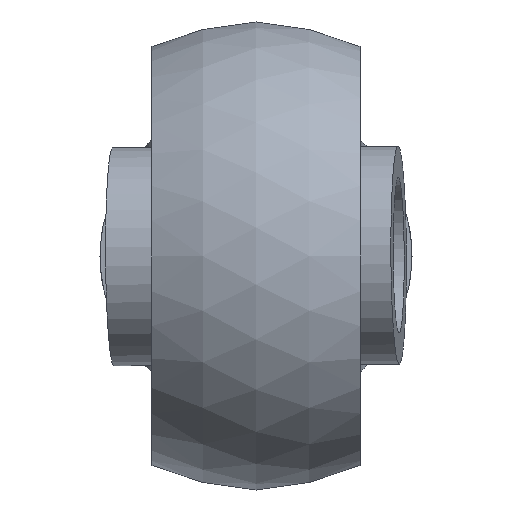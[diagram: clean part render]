
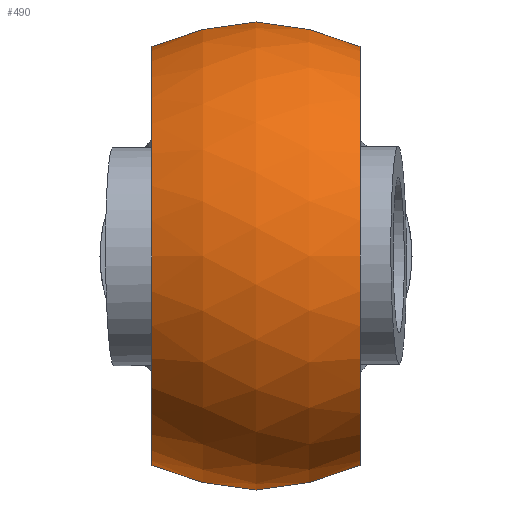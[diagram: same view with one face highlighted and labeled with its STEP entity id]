
A CAD part, left-side view. The second image highlights one B-rep face of the part: STEP entity #490.
In plain terms, the highlighted spherical face has radius 4.5 mm.
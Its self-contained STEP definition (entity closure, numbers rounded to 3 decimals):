
#3 = CARTESIAN_POINT ( 'NONE',  ( 0., -2., 0. ) ) ;
#11 = CARTESIAN_POINT ( 'NONE',  ( 0., 2., 0. ) ) ;
#42 = CARTESIAN_POINT ( 'NONE',  ( 3.354, -2., 2.236 ) ) ;
#53 = SPHERICAL_SURFACE ( 'NONE', #289, 4.5 ) ;
#59 = VERTEX_POINT ( 'NONE', #540 ) ;
#72 = AXIS2_PLACEMENT_3D ( 'NONE', #279, #296, #286 ) ;
#137 = CARTESIAN_POINT ( 'NONE',  ( 3.354, 2., -2.236 ) ) ;
#139 = DIRECTION ( 'NONE',  ( 0., -1., 0. ) ) ;
#152 = ORIENTED_EDGE ( 'NONE', *, *, #183, .T. ) ;
#183 = EDGE_CURVE ( 'NONE', #471, #253, #291, .T. ) ;
#196 = EDGE_CURVE ( 'NONE', #59, #471, #422, .T. ) ;
#207 = DIRECTION ( 'NONE',  ( 0., 0., 1. ) ) ;
#221 = EDGE_CURVE ( 'NONE', #253, #293, #413, .T. ) ;
#232 = ORIENTED_EDGE ( 'NONE', *, *, #221, .T. ) ;
#250 = CARTESIAN_POINT ( 'NONE',  ( 3.354, -2., -2.236 ) ) ;
#253 = VERTEX_POINT ( 'NONE', #250 ) ;
#279 = CARTESIAN_POINT ( 'NONE',  ( 3.354, 0., 0. ) ) ;
#283 = AXIS2_PLACEMENT_3D ( 'NONE', #11, #514, #325 ) ;
#286 = DIRECTION ( 'NONE',  ( 0., 0., 1. ) ) ;
#289 = AXIS2_PLACEMENT_3D ( 'NONE', #410, #139, #324 ) ;
#291 = CIRCLE ( 'NONE', #72, 3. ) ;
#293 = VERTEX_POINT ( 'NONE', #42 ) ;
#296 = DIRECTION ( 'NONE',  ( -1., 0., 0. ) ) ;
#308 = CIRCLE ( 'NONE', #504, 3. ) ;
#319 = DIRECTION ( 'NONE',  ( -1., 0., 0. ) ) ;
#324 = DIRECTION ( 'NONE',  ( 0., 0., -1. ) ) ;
#325 = DIRECTION ( 'NONE',  ( 1., 0., 0. ) ) ;
#330 = DIRECTION ( 'NONE',  ( 0., 0., 1. ) ) ;
#355 = DIRECTION ( 'NONE',  ( 0., 1., 0. ) ) ;
#410 = CARTESIAN_POINT ( 'NONE',  ( 0., 0., 0. ) ) ;
#411 = ORIENTED_EDGE ( 'NONE', *, *, #479, .T. ) ;
#413 = CIRCLE ( 'NONE', #507, 4.031 ) ;
#422 = CIRCLE ( 'NONE', #283, 4.031 ) ;
#451 = FACE_OUTER_BOUND ( 'NONE', #492, .T. ) ;
#471 = VERTEX_POINT ( 'NONE', #137 ) ;
#479 = EDGE_CURVE ( 'NONE', #293, #59, #308, .T. ) ;
#490 = ADVANCED_FACE ( 'NONE', ( #451 ), #53, .T. ) ;
#492 = EDGE_LOOP ( 'NONE', ( #411, #528, #152, #232 ) ) ;
#502 = CARTESIAN_POINT ( 'NONE',  ( 3.354, 0., 0. ) ) ;
#504 = AXIS2_PLACEMENT_3D ( 'NONE', #502, #319, #330 ) ;
#507 = AXIS2_PLACEMENT_3D ( 'NONE', #3, #355, #207 ) ;
#514 = DIRECTION ( 'NONE',  ( 0., -1., 0. ) ) ;
#528 = ORIENTED_EDGE ( 'NONE', *, *, #196, .T. ) ;
#540 = CARTESIAN_POINT ( 'NONE',  ( 3.354, 2., 2.236 ) ) ;
